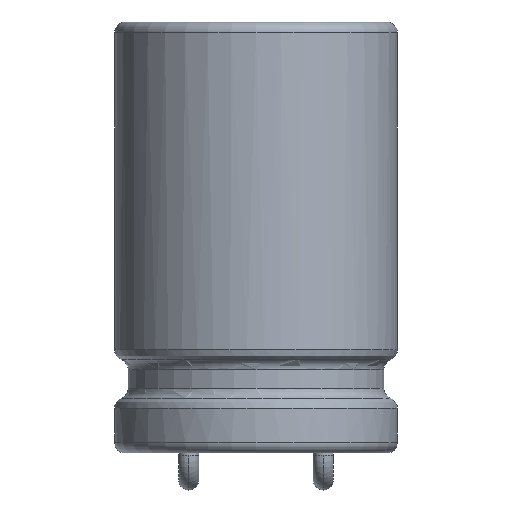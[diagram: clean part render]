
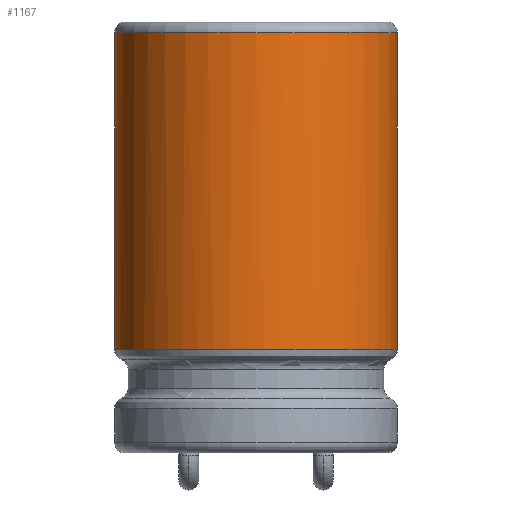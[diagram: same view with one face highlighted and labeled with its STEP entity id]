
A CAD part, front view. The second image highlights one B-rep face of the part: STEP entity #1167.
In plain terms, the highlighted cylindrical face has radius 5.25 mm (diameter 10.5 mm), a partial arc.
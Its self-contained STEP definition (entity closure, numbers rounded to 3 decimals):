
#21 = CARTESIAN_POINT ( 'NONE',  ( 1.374, -5.113, 6.842 ) ) ;
#30 = EDGE_CURVE ( 'NONE', #1706, #753, #795, .T. ) ;
#42 = CARTESIAN_POINT ( 'NONE',  ( 4.198, -3.226, 6.842 ) ) ;
#62 = EDGE_CURVE ( 'NONE', #390, #753, #71, .T. ) ;
#71 = LINE ( 'NONE', #2136, #1682 ) ;
#161 = ORIENTED_EDGE ( 'NONE', *, *, #2003, .T. ) ;
#212 = CARTESIAN_POINT ( 'NONE',  ( 5.25, 0., 6.842 ) ) ;
#217 = CARTESIAN_POINT ( 'NONE',  ( 5.25, 0., 18.6 ) ) ;
#318 = DIRECTION ( 'NONE',  ( 1., 0., 0. ) ) ;
#384 = CARTESIAN_POINT ( 'NONE',  ( -2.644, -4.587, 6.842 ) ) ;
#390 = VERTEX_POINT ( 'NONE', #217 ) ;
#480 = CARTESIAN_POINT ( 'NONE',  ( -5.25, 0., 6.842 ) ) ;
#567 = CARTESIAN_POINT ( 'NONE',  ( 0.687, -5.25, 6.842 ) ) ;
#601 = ORIENTED_EDGE ( 'NONE', *, *, #62, .F. ) ;
#679 = CIRCLE ( 'NONE', #1771, 5.25 ) ;
#687 = DIRECTION ( 'NONE',  ( 0., 0., 1. ) ) ;
#739 = CARTESIAN_POINT ( 'NONE',  ( 5.25, -0.687, 6.842 ) ) ;
#747 = CARTESIAN_POINT ( 'NONE',  ( 4.587, -2.644, 6.842 ) ) ;
#753 = VERTEX_POINT ( 'NONE', #943 ) ;
#755 = CYLINDRICAL_SURFACE ( 'NONE', #1645, 5.25 ) ;
#795 = B_SPLINE_CURVE_WITH_KNOTS ( 'NONE', 3,
 ( #1964, #1277, #919, #929, #1449, #1116, #384, #1989, #1797, #567, #21, #1808, #1629, #42, #747, #909, #739, #212 ),
 .UNSPECIFIED., .F., .F.,
 ( 4, 2, 2, 2, 2, 2, 2, 2, 4 ),
 ( 0.5, 0.563, 0.625, 0.687, 0.75, 0.813, 0.875, 0.938, 1. ),
 .UNSPECIFIED. ) ;
#817 = ORIENTED_EDGE ( 'NONE', *, *, #30, .T. ) ;
#909 = CARTESIAN_POINT ( 'NONE',  ( 5.113, -1.374, 6.842 ) ) ;
#919 = CARTESIAN_POINT ( 'NONE',  ( -5.113, -1.374, 6.842 ) ) ;
#929 = CARTESIAN_POINT ( 'NONE',  ( -4.587, -2.644, 6.842 ) ) ;
#943 = CARTESIAN_POINT ( 'NONE',  ( 5.25, 0., 6.842 ) ) ;
#950 = DIRECTION ( 'NONE',  ( 0., 0., -1. ) ) ;
#964 = LINE ( 'NONE', #1627, #1356 ) ;
#1065 = CARTESIAN_POINT ( 'NONE',  ( 0., 0., 18.6 ) ) ;
#1116 = CARTESIAN_POINT ( 'NONE',  ( -3.226, -4.198, 6.842 ) ) ;
#1167 = ADVANCED_FACE ( 'NONE', ( #1485 ), #755, .T. ) ;
#1225 = VERTEX_POINT ( 'NONE', #1511 ) ;
#1263 = DIRECTION ( 'NONE',  ( 1., 0., 0. ) ) ;
#1277 = CARTESIAN_POINT ( 'NONE',  ( -5.25, -0.687, 6.842 ) ) ;
#1356 = VECTOR ( 'NONE', #1970, 1000. ) ;
#1414 = CARTESIAN_POINT ( 'NONE',  ( 0., 0., 4.5 ) ) ;
#1449 = CARTESIAN_POINT ( 'NONE',  ( -4.198, -3.226, 6.842 ) ) ;
#1485 = FACE_OUTER_BOUND ( 'NONE', #2097, .T. ) ;
#1511 = CARTESIAN_POINT ( 'NONE',  ( -5.25, 0., 18.6 ) ) ;
#1627 = CARTESIAN_POINT ( 'NONE',  ( -5.25, 0., 4.5 ) ) ;
#1629 = CARTESIAN_POINT ( 'NONE',  ( 3.226, -4.198, 6.842 ) ) ;
#1645 = AXIS2_PLACEMENT_3D ( 'NONE', #1414, #950, #1263 ) ;
#1651 = EDGE_CURVE ( 'NONE', #1225, #390, #679, .T. ) ;
#1682 = VECTOR ( 'NONE', #1981, 1000. ) ;
#1706 = VERTEX_POINT ( 'NONE', #480 ) ;
#1771 = AXIS2_PLACEMENT_3D ( 'NONE', #1065, #687, #318 ) ;
#1797 = CARTESIAN_POINT ( 'NONE',  ( -0.687, -5.25, 6.842 ) ) ;
#1808 = CARTESIAN_POINT ( 'NONE',  ( 2.644, -4.587, 6.842 ) ) ;
#1964 = CARTESIAN_POINT ( 'NONE',  ( -5.25, 0., 6.842 ) ) ;
#1970 = DIRECTION ( 'NONE',  ( 0., 0., -1. ) ) ;
#1981 = DIRECTION ( 'NONE',  ( 0., 0., -1. ) ) ;
#1989 = CARTESIAN_POINT ( 'NONE',  ( -1.374, -5.113, 6.842 ) ) ;
#2003 = EDGE_CURVE ( 'NONE', #1225, #1706, #964, .T. ) ;
#2097 = EDGE_LOOP ( 'NONE', ( #2108, #161, #817, #601 ) ) ;
#2108 = ORIENTED_EDGE ( 'NONE', *, *, #1651, .F. ) ;
#2136 = CARTESIAN_POINT ( 'NONE',  ( 5.25, 0., 4.5 ) ) ;
